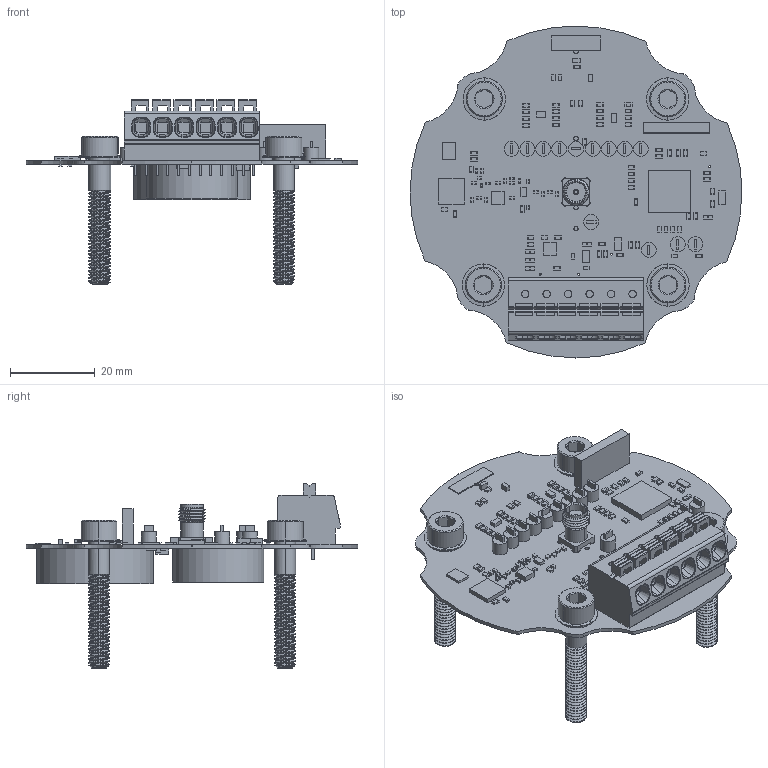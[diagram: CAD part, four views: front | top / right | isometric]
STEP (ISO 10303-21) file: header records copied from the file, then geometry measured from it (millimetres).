
FILE_DESCRIPTION(('Open CASCADE Model'),'2;1');
FILE_NAME('Open CASCADE Shape Model','2019-01-18T11:36:40',('Author'),( 'Open CASCADE'),'Open CASCADE STEP processor 6.8','Open CASCADE 6.8' ,'Unknown');
FILE_SCHEMA(('AUTOMOTIVE_DESIGN { 1 0 10303 214 1 1 1 1 }'));
Length unit declared in the file: millimetre
Products named in the file (243): PCB; Board; Open CASCADE STEP translator 6.8 1.1.1; W1; 96445K204-M5-Belleville-Washer; W3; W2; W4; C50; 6705732544; Extruded; 6705732944; U7; 6704763888; BAT1; 6689573360; Cylinder; B4; 91290A254-M5-SHCS-30mm-Long; B3; B2; B1; GND; 6689571520; 6705740384; J3; c-5-1814832-1-b-3d; J2; c-1986775-6-a-3d; D8; 6689573760; U9; 6704767888; J1; 6705735104; C22; Y2; 6689572560; Y1; 6705736224 ...
Assembly tree (538 placements, depth 4):
  PCB
    Board
      Open CASCADE STEP translator 6.8 1.1.1
    W1
      96445K204-M5-Belleville-Washer
    W3
      96445K204-M5-Belleville-Washer
    W2
      96445K204-M5-Belleville-Washer
    W4
      96445K204-M5-Belleville-Washer
    C50
      6705732544
        Extruded
      6705732944  x2
        Extruded
    U7
      6704763888
        Extruded
    BAT1
      6689573360
        Cylinder
    B4
      91290A254-M5-SHCS-30mm-Long
    B3
      91290A254-M5-SHCS-30mm-Long
    B2
      91290A254-M5-SHCS-30mm-Long
    B1
      91290A254-M5-SHCS-30mm-Long
    GND
      6689571520
        Cylinder
      6705740384
        Extruded
    J3
      c-5-1814832-1-b-3d
    J2
      c-1986775-6-a-3d
    D8
      6689573760
        Extruded
    U9
      6704767888
        Extruded
    J1
      6705735104
        Extruded
    C22
      6705732944  x2
        Extruded
      6705732544
        Extruded
    Y2
      6689572560
        Extruded
    Y1
      6705736224
        Extruded
    U8
Bounding box: 78.51 x 78.51 x 43.52 mm (x, y, z)
Volume: 21131.4 mm3; surface area: 22339.9 mm2
Topology: 348 solids, 348 shells, 3302 faces, 7435 edges, 4847 vertices
Faces by surface type: plane 2332, cylinder 710, bspline 144, cone 116
Full cylindrical faces by diameter (mm): 0.5 x4, 0.52 x13, 1 x2, 1.02 x12, 1.05 x6, 1.07 x2, 1.5 x1, 1.6 x4, 3.54 x13, 8.5 x4, 21.5 x1, 27.7 x1
Entity records: 52148 total; most frequent: CARTESIAN_POINT 19578, DIRECTION 5986, ORIENTED_EDGE 5582, EDGE_CURVE 2791, AXIS2_PLACEMENT_3D 2102, LINE 1782, VECTOR 1782, VERTEX_POINT 1777
